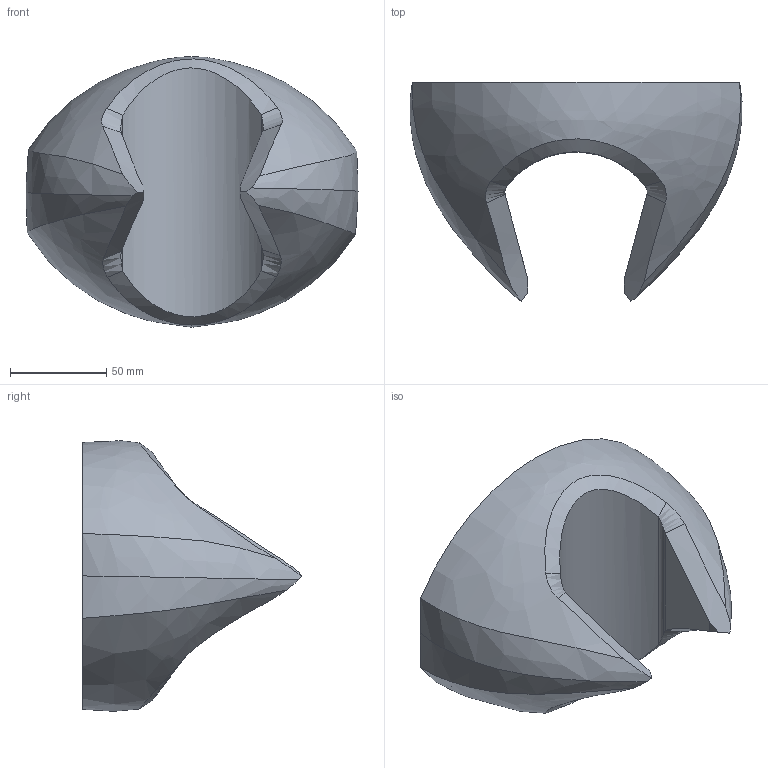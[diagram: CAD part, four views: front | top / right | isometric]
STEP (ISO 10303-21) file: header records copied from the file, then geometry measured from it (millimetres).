
FILE_DESCRIPTION (( 'STEP AP203' ), '1' );
FILE_NAME ('bas c_Défaut_sldprt.STEP', '2022-07-18T00:17:27', ( '' ), ( '' ), 'SwSTEP 2.0', 'SolidWorks 2021', '' );
FILE_SCHEMA (( 'CONFIG_CONTROL_DESIGN' ));
Length unit declared in the file: millimetre
Products named in the file (1): bas c_Défaut_sldprt
Bounding box: 172.46 x 113.71 x 140.55 mm (x, y, z)
Volume: 47855.3 mm3; surface area: 96566.4 mm2
Topology: 1 solids, 1 shells, 54 faces, 145 edges, 94 vertices
Faces by surface type: bspline 37, plane 9, cylinder 8
Entity records: 25506 total; most frequent: CARTESIAN_POINT 24437, ORIENTED_EDGE 290, EDGE_CURVE 145, B_SPLINE_CURVE_WITH_KNOTS 125, VERTEX_POINT 94, DIRECTION 58, EDGE_LOOP 55, FACE_OUTER_BOUND 54
